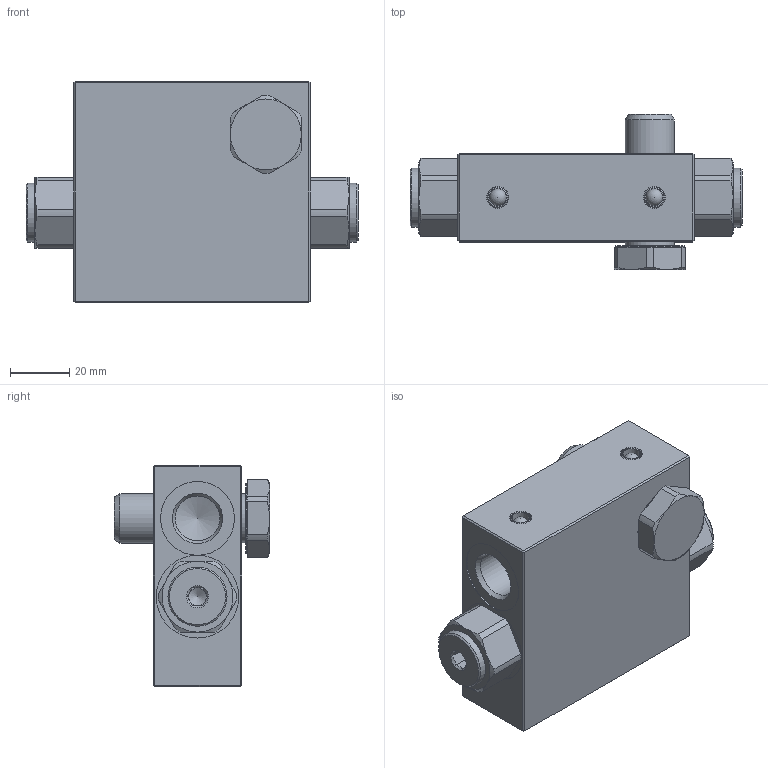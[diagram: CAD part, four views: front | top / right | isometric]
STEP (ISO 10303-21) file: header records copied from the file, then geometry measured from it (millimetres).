
FILE_DESCRIPTION(/* description */ ('Unknown'),/* implementation_level */ '2;1');
FILE_NAME(/* name */ 'V0180-FLV',/* time_stamp */ '2017-03-30T11:42:19+02:00',/* author */ ('Unknown'),/* organization */ ('Unknown'),/* preprocessor_version */ 'ST-DEVELOPER v16.7',/* originating_system */ 'DEX',/* authorisation */ $);
FILE_SCHEMA (('AUTOMOTIVE_DESIGN {1 0 10303 214 3 1 1}'));
Length unit declared in the file: millimetre
Products named in the file (1): V0180-FLV
Bounding box: 112.4 x 52.5 x 75 mm (x, y, z)
Surface area: 30450.8 mm2 (no closed solid volume)
Topology: 0 solids, 12 shells, 161 faces, 388 edges, 242 vertices
Faces by surface type: plane 83, cylinder 38, cone 36, torus 2, sphere 2
Full cylindrical faces by diameter (mm): 5.833 x2, 7 x2, 15.2 x5, 16.6 x1, 16.662 x1, 17 x1, 20 x2, 23.5 x1, 24.999 x1, 25 x2, 28 x2
Entity records: 6708 total; most frequent: CARTESIAN_POINT 2775, DIRECTION 726, ORIENTED_EDGE 582, EDGE_CURVE 322, AXIS2_PLACEMENT_3D 294, FACE_BOUND 228, EDGE_LOOP 225, VERTEX_POINT 223
